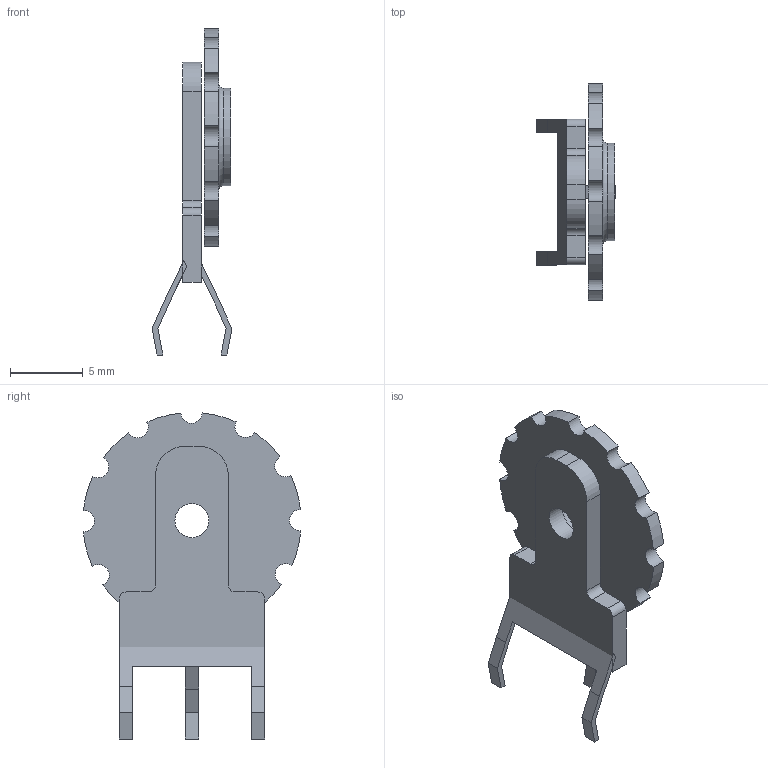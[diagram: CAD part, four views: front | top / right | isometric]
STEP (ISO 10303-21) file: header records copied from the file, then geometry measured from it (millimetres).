
FILE_DESCRIPTION(('FreeCAD Model'),'2;1');
FILE_NAME( 'KiCad/*3d_CAD Models/fc_Part_Comp_out.step', '2020-01-31T08:34:38',('Author'),(''), 'Open CASCADE STEP processor 7.2','FreeCAD','Unknown');
FILE_SCHEMA(('AUTOMOTIVE_DESIGN { 1 0 10303 214 1 1 1 1 }'));
Length unit declared in the file: millimetre
Products named in the file (1): Compound
Bounding box: 5.49 x 14.94 x 22.4 mm (x, y, z)
Volume: 306.9 mm3; surface area: 751.5 mm2
Topology: 3 solids, 3 shells, 84 faces, 243 edges, 167 vertices
Faces by surface type: plane 50, cylinder 33, torus 1
Full cylindrical faces by diameter (mm): 2.334 x1, 3.907 x1, 6.699 x1
Entity records: 3421 total; most frequent: DIRECTION 501, CARTESIAN_POINT 495, ORIENTED_EDGE 486, EDGE_CURVE 243, AXIS2_PLACEMENT_3D 173, VERTEX_POINT 167, LINE 155, VECTOR 155
